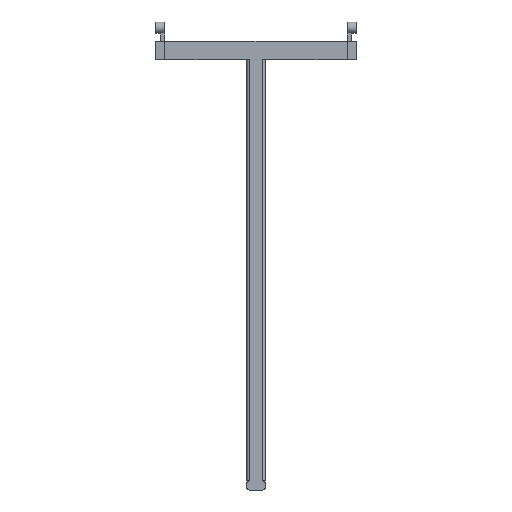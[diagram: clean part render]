
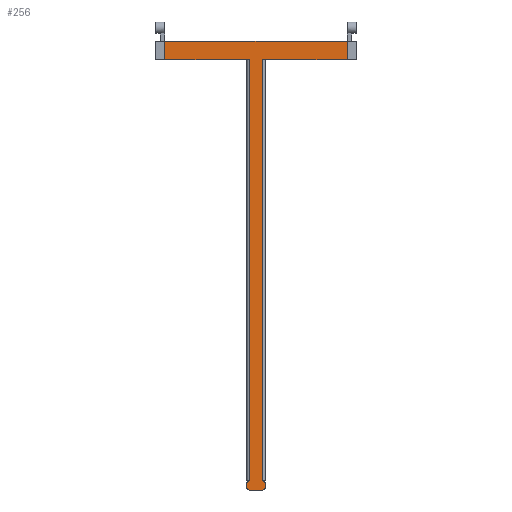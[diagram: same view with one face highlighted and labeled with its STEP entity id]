
A CAD part, front view. The second image highlights one B-rep face of the part: STEP entity #256.
In plain terms, the highlighted planar face has unit normal (0, -1, 0).
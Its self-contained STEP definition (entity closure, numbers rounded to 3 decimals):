
#17 = ORIENTED_EDGE ( 'NONE', *, *, #475, .T. ) ;
#40 = VECTOR ( 'NONE', #741, 1000. ) ;
#45 = ORIENTED_EDGE ( 'NONE', *, *, #343, .T. ) ;
#46 = DIRECTION ( 'NONE',  ( 0., -1., 0. ) ) ;
#55 = VERTEX_POINT ( 'NONE', #459 ) ;
#98 = ORIENTED_EDGE ( 'NONE', *, *, #583, .T. ) ;
#107 = ORIENTED_EDGE ( 'NONE', *, *, #145, .F. ) ;
#115 = VECTOR ( 'NONE', #1195, 1000. ) ;
#119 = LINE ( 'NONE', #128, #40 ) ;
#128 = CARTESIAN_POINT ( 'NONE',  ( 30., -40., -1850. ) ) ;
#129 = CIRCLE ( 'NONE', #1359, 10. ) ;
#138 = LINE ( 'NONE', #751, #115 ) ;
#145 = EDGE_CURVE ( 'NONE', #219, #705, #1676, .T. ) ;
#158 = DIRECTION ( 'NONE',  ( 0., 0., -1. ) ) ;
#214 = ORIENTED_EDGE ( 'NONE', *, *, #827, .F. ) ;
#219 = VERTEX_POINT ( 'NONE', #1907 ) ;
#220 = CARTESIAN_POINT ( 'NONE',  ( -40., -40., -1880. ) ) ;
#231 = EDGE_CURVE ( 'NONE', #1759, #691, #430, .T. ) ;
#249 = DIRECTION ( 'NONE',  ( 0., 0., 1. ) ) ;
#256 = ADVANCED_FACE ( 'NONE', ( #420 ), #730, .F. ) ;
#261 = CIRCLE ( 'NONE', #1301, 10. ) ;
#263 = VECTOR ( 'NONE', #1373, 1000. ) ;
#266 = DIRECTION ( 'NONE',  ( 1., 0., 0. ) ) ;
#289 = VECTOR ( 'NONE', #911, 1000. ) ;
#339 = CARTESIAN_POINT ( 'NONE',  ( -30., -40., -1880. ) ) ;
#343 = EDGE_CURVE ( 'NONE', #55, #1258, #119, .T. ) ;
#360 = CARTESIAN_POINT ( 'NONE',  ( 40., -40., -1860. ) ) ;
#362 = ORIENTED_EDGE ( 'NONE', *, *, #1540, .T. ) ;
#370 = CARTESIAN_POINT ( 'NONE',  ( 30., -40., -1860. ) ) ;
#417 = CARTESIAN_POINT ( 'NONE',  ( 400., -40., 0. ) ) ;
#420 = FACE_OUTER_BOUND ( 'NONE', #1165, .T. ) ;
#430 = LINE ( 'NONE', #1924, #1427 ) ;
#438 = CARTESIAN_POINT ( 'NONE',  ( -400., -40., 0. ) ) ;
#448 = EDGE_CURVE ( 'NONE', #917, #1035, #593, .T. ) ;
#455 = LINE ( 'NONE', #1782, #1169 ) ;
#459 = CARTESIAN_POINT ( 'NONE',  ( 30., -40., -1850. ) ) ;
#461 = EDGE_CURVE ( 'NONE', #1258, #705, #1057, .T. ) ;
#464 = CIRCLE ( 'NONE', #810, 10. ) ;
#475 = EDGE_CURVE ( 'NONE', #1391, #889, #893, .T. ) ;
#508 = EDGE_CURVE ( 'NONE', #1105, #1886, #138, .T. ) ;
#562 = CARTESIAN_POINT ( 'NONE',  ( -30., -40., -1890. ) ) ;
#569 = ORIENTED_EDGE ( 'NONE', *, *, #448, .T. ) ;
#573 = ORIENTED_EDGE ( 'NONE', *, *, #231, .F. ) ;
#583 = EDGE_CURVE ( 'NONE', #1105, #691, #464, .T. ) ;
#593 = LINE ( 'NONE', #1805, #1869 ) ;
#616 = CARTESIAN_POINT ( 'NONE',  ( 30., -40., -1890. ) ) ;
#631 = CARTESIAN_POINT ( 'NONE',  ( -400., -40., 0. ) ) ;
#679 = CARTESIAN_POINT ( 'NONE',  ( -40., -40., -1860. ) ) ;
#691 = VERTEX_POINT ( 'NONE', #562 ) ;
#705 = VERTEX_POINT ( 'NONE', #417 ) ;
#716 = AXIS2_PLACEMENT_3D ( 'NONE', #1922, #996, #1439 ) ;
#730 = PLANE ( 'NONE',  #1703 ) ;
#741 = DIRECTION ( 'NONE',  ( 0., 0., 1. ) ) ;
#743 = LINE ( 'NONE', #760, #289 ) ;
#746 = EDGE_CURVE ( 'NONE', #889, #1886, #1310, .T. ) ;
#751 = CARTESIAN_POINT ( 'NONE',  ( -40., -40., -1890. ) ) ;
#760 = CARTESIAN_POINT ( 'NONE',  ( 40., -40., -1890. ) ) ;
#774 = ORIENTED_EDGE ( 'NONE', *, *, #1178, .T. ) ;
#810 = AXIS2_PLACEMENT_3D ( 'NONE', #339, #46, #1562 ) ;
#827 = EDGE_CURVE ( 'NONE', #917, #219, #455, .T. ) ;
#832 = ORIENTED_EDGE ( 'NONE', *, *, #746, .T. ) ;
#857 = DIRECTION ( 'NONE',  ( 0., -1., 0. ) ) ;
#889 = VERTEX_POINT ( 'NONE', #1802 ) ;
#893 = LINE ( 'NONE', #1226, #1019 ) ;
#904 = ORIENTED_EDGE ( 'NONE', *, *, #1051, .T. ) ;
#911 = DIRECTION ( 'NONE',  ( 0., 0., 1. ) ) ;
#917 = VERTEX_POINT ( 'NONE', #1388 ) ;
#926 = CARTESIAN_POINT ( 'NONE',  ( -30., -40., 0. ) ) ;
#970 = DIRECTION ( 'NONE',  ( 0., 0., -1. ) ) ;
#988 = ORIENTED_EDGE ( 'NONE', *, *, #508, .F. ) ;
#994 = CARTESIAN_POINT ( 'NONE',  ( 30., -40., -1880. ) ) ;
#996 = DIRECTION ( 'NONE',  ( 0., -1., 0. ) ) ;
#1000 = DIRECTION ( 'NONE',  ( 0., -1., 0. ) ) ;
#1012 = CARTESIAN_POINT ( 'NONE',  ( -400., -40., 0. ) ) ;
#1019 = VECTOR ( 'NONE', #1662, 1000. ) ;
#1035 = VERTEX_POINT ( 'NONE', #631 ) ;
#1037 = VERTEX_POINT ( 'NONE', #1231 ) ;
#1051 = EDGE_CURVE ( 'NONE', #1759, #1037, #261, .T. ) ;
#1057 = LINE ( 'NONE', #438, #263 ) ;
#1060 = CARTESIAN_POINT ( 'NONE',  ( 30., -40., 0. ) ) ;
#1105 = VERTEX_POINT ( 'NONE', #220 ) ;
#1141 = DIRECTION ( 'NONE',  ( 0., 0., 1. ) ) ;
#1157 = DIRECTION ( 'NONE',  ( 0., 1., 0. ) ) ;
#1165 = EDGE_LOOP ( 'NONE', ( #774, #17, #832, #988, #98, #573, #904, #1678, #362, #45, #1559, #107, #214, #569 ) ) ;
#1167 = VECTOR ( 'NONE', #970, 1000. ) ;
#1169 = VECTOR ( 'NONE', #1497, 1000. ) ;
#1178 = EDGE_CURVE ( 'NONE', #1035, #1391, #1757, .T. ) ;
#1195 = DIRECTION ( 'NONE',  ( 0., 0., 1. ) ) ;
#1226 = CARTESIAN_POINT ( 'NONE',  ( -30., -40., -1850. ) ) ;
#1231 = CARTESIAN_POINT ( 'NONE',  ( 40., -40., -1880. ) ) ;
#1258 = VERTEX_POINT ( 'NONE', #1060 ) ;
#1301 = AXIS2_PLACEMENT_3D ( 'NONE', #994, #857, #1141 ) ;
#1310 = CIRCLE ( 'NONE', #716, 10. ) ;
#1359 = AXIS2_PLACEMENT_3D ( 'NONE', #370, #1000, #249 ) ;
#1373 = DIRECTION ( 'NONE',  ( 1., 0., 0. ) ) ;
#1388 = CARTESIAN_POINT ( 'NONE',  ( -400., -40., 80. ) ) ;
#1391 = VERTEX_POINT ( 'NONE', #926 ) ;
#1427 = VECTOR ( 'NONE', #1471, 1000. ) ;
#1431 = CARTESIAN_POINT ( 'NONE',  ( 400., -40., 80. ) ) ;
#1439 = DIRECTION ( 'NONE',  ( 0., 0., 1. ) ) ;
#1471 = DIRECTION ( 'NONE',  ( -1., 0., 0. ) ) ;
#1486 = VECTOR ( 'NONE', #266, 1000. ) ;
#1497 = DIRECTION ( 'NONE',  ( 1., 0., 0. ) ) ;
#1540 = EDGE_CURVE ( 'NONE', #1761, #55, #129, .T. ) ;
#1559 = ORIENTED_EDGE ( 'NONE', *, *, #461, .T. ) ;
#1562 = DIRECTION ( 'NONE',  ( 0., 0., 1. ) ) ;
#1596 = CARTESIAN_POINT ( 'NONE',  ( -400., -40., 80. ) ) ;
#1624 = DIRECTION ( 'NONE',  ( 0., 0., 1. ) ) ;
#1660 = EDGE_CURVE ( 'NONE', #1037, #1761, #743, .T. ) ;
#1662 = DIRECTION ( 'NONE',  ( 0., 0., -1. ) ) ;
#1676 = LINE ( 'NONE', #1431, #1167 ) ;
#1678 = ORIENTED_EDGE ( 'NONE', *, *, #1660, .T. ) ;
#1703 = AXIS2_PLACEMENT_3D ( 'NONE', #1596, #1157, #1624 ) ;
#1757 = LINE ( 'NONE', #1012, #1486 ) ;
#1759 = VERTEX_POINT ( 'NONE', #616 ) ;
#1761 = VERTEX_POINT ( 'NONE', #360 ) ;
#1782 = CARTESIAN_POINT ( 'NONE',  ( -400., -40., 80. ) ) ;
#1802 = CARTESIAN_POINT ( 'NONE',  ( -30., -40., -1850. ) ) ;
#1805 = CARTESIAN_POINT ( 'NONE',  ( -400., -40., 80. ) ) ;
#1869 = VECTOR ( 'NONE', #158, 1000. ) ;
#1886 = VERTEX_POINT ( 'NONE', #679 ) ;
#1907 = CARTESIAN_POINT ( 'NONE',  ( 400., -40., 80. ) ) ;
#1922 = CARTESIAN_POINT ( 'NONE',  ( -30., -40., -1860. ) ) ;
#1924 = CARTESIAN_POINT ( 'NONE',  ( 40., -40., -1890. ) ) ;
